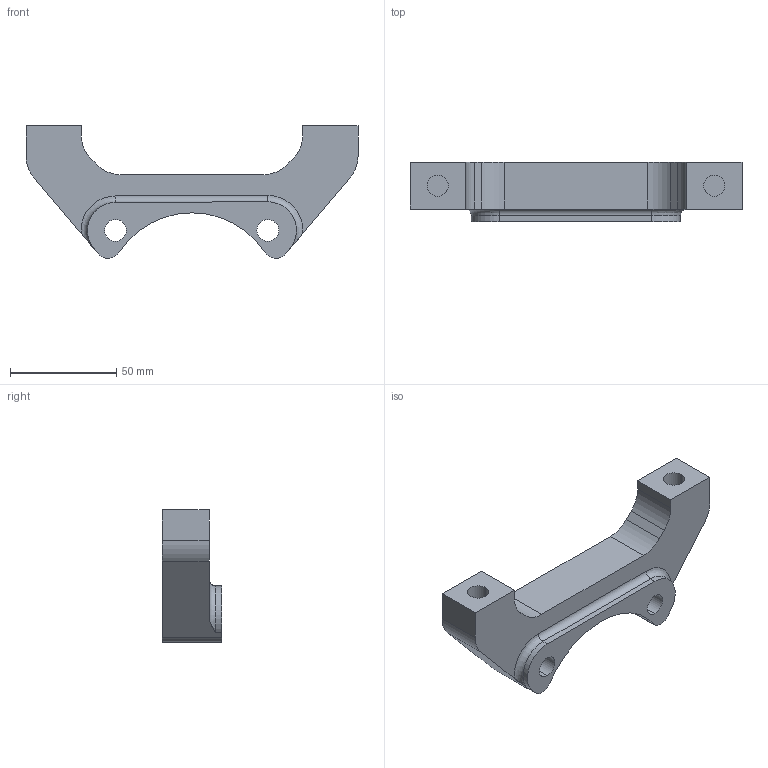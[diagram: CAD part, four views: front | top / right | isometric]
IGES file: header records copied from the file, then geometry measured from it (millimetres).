
Start section: START RECORD GO HERE.
Global section: file name: Support etrier ap visse gauche.igs; native system: DASSAULT SYSTEMES CATIA Version 5-6 Release 2017 - www.3ds.com; preprocessor: V5-6R2017_5.27.0.0.10-19-2016.20.00; author: PIVERT; organization: FFM; date: 20190109.221031; units: millimetre
Bounding box: 156 x 27.85 x 62.3 mm (x, y, z)
Surface area: 23581.1 mm2 (no closed solid volume)
Topology: 0 solids, 0 shells, 39 faces, 206 edges, 206 vertices
Faces by surface type: revolution 22, plane 17
